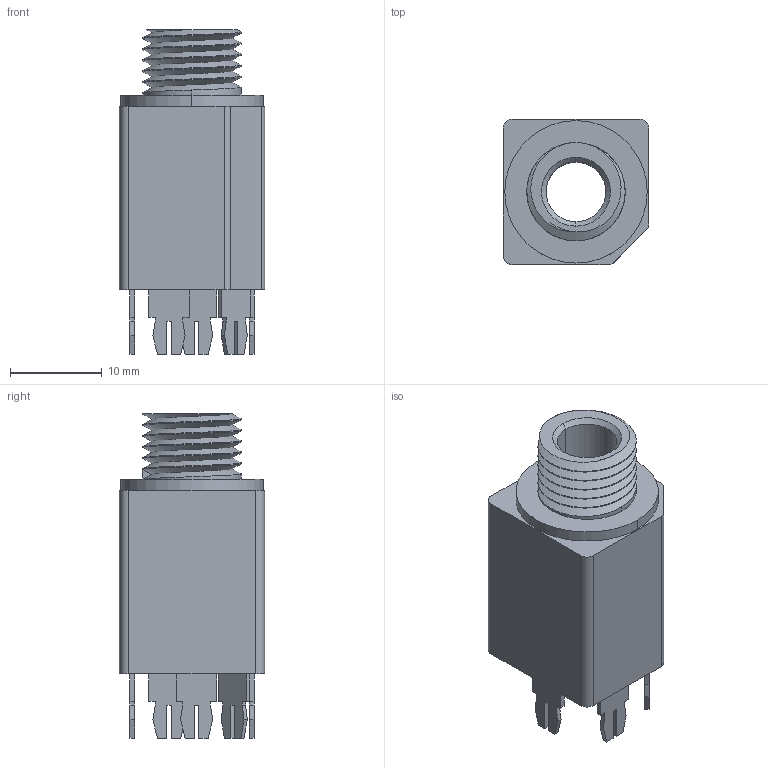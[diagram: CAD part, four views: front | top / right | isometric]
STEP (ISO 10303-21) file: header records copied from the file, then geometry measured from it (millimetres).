
FILE_DESCRIPTION(('FreeCAD Model'),'2;1');
FILE_NAME('Compound.step', '2017-06-01T16:05:22',('Author'),(''), 'Open CASCADE STEP processor 6.8','FreeCAD','Unknown');
FILE_SCHEMA(('AUTOMOTIVE_DESIGN_CC2 { 1 2 10303 214 -1 1 5 4 }'));
Length unit declared in the file: millimetre
Products named in the file (2): ASSEMBLY; Compound
Assembly tree (1 placements, depth 2):
  ASSEMBLY
    Compound
Bounding box: 15.8 x 15.8 x 35.3 mm (x, y, z)
Volume: 4707.9 mm3; surface area: 2953 mm2
Topology: 6 solids, 6 shells, 127 faces, 334 edges, 221 vertices
Faces by surface type: plane 100, cylinder 22, bspline 3, cone 2
Entity records: 13133 total; most frequent: CARTESIAN_POINT 5747, DIRECTION 1113, LINE 790, VECTOR 790, ORIENTED_EDGE 668, PCURVE 668, DEFINITIONAL_REPRESENTATION 668, EDGE_CURVE 334
